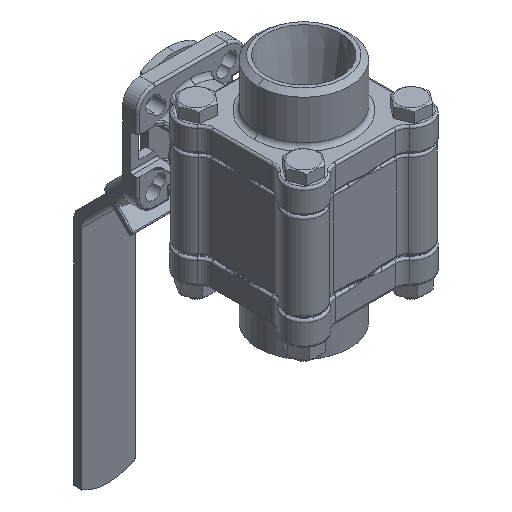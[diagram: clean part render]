
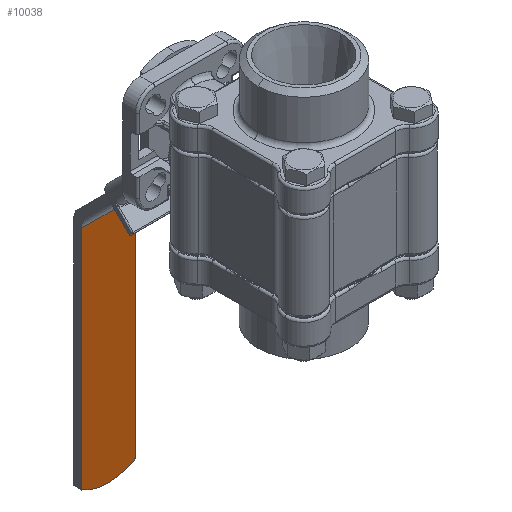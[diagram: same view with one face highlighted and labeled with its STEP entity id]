
A CAD part, isometric view. The second image highlights one B-rep face of the part: STEP entity #10038.
In plain terms, the highlighted planar face has unit normal (0, -1, 0).
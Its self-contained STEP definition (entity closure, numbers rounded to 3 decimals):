
#1251 = CARTESIAN_POINT ( 'NONE',  ( 54.214, 29.1, 12.5 ) ) ;
#1305 = CARTESIAN_POINT ( 'NONE',  ( 159.651, 29.1, 12.5 ) ) ;
#1359 = DIRECTION ( 'NONE',  ( 1., 0., 0. ) ) ;
#1360 = VECTOR ( 'NONE', #1359, 1000. ) ;
#1361 = CARTESIAN_POINT ( 'NONE',  ( 163., 29.1, 12.5 ) ) ;
#1362 = LINE ( 'NONE', #1361, #1360 ) ;
#1439 = CARTESIAN_POINT ( 'NONE',  ( 159.651, 29.1, -12.5 ) ) ;
#1473 = DIRECTION ( 'NONE',  ( 1., 0., 0. ) ) ;
#1474 = VECTOR ( 'NONE', #1473, 1000. ) ;
#1475 = CARTESIAN_POINT ( 'NONE',  ( 163., 29.1, -12.5 ) ) ;
#1476 = LINE ( 'NONE', #1475, #1474 ) ;
#1477 = CARTESIAN_POINT ( 'NONE',  ( 54.214, 29.1, -12.5 ) ) ;
#1597 = DIRECTION ( 'NONE',  ( -1., 0., 0. ) ) ;
#1598 = DIRECTION ( 'NONE',  ( 0., 1., 0. ) ) ;
#1599 = CARTESIAN_POINT ( 'NONE',  ( 163., 29.1, 12.5 ) ) ;
#1600 = AXIS2_PLACEMENT_3D ( 'NONE', #1599, #1598, #1597 ) ;
#1601 = PLANE ( 'NONE',  #1600 ) ;
#1603 = FACE_OUTER_BOUND ( 'NONE', #10332, .T. ) ;
#1604 = DIRECTION ( 'NONE',  ( 0., 0., -1. ) ) ;
#1605 = VECTOR ( 'NONE', #1604, 1000. ) ;
#1606 = CARTESIAN_POINT ( 'NONE',  ( 54.214, 29.1, 12.5 ) ) ;
#1610 = LINE ( 'NONE', #1606, #1605 ) ;
#1643 = DIRECTION ( 'NONE',  ( -1., 0., 0. ) ) ;
#1644 = DIRECTION ( 'NONE',  ( 0., -1., 0. ) ) ;
#1645 = CARTESIAN_POINT ( 'NONE',  ( 138., 29.1, 0. ) ) ;
#1646 = AXIS2_PLACEMENT_3D ( 'NONE', #1645, #1644, #1643 ) ;
#1647 = CIRCLE ( 'NONE', #1646, 25. ) ;
#9805 = VERTEX_POINT ( 'NONE', #1251 ) ;
#9875 = VERTEX_POINT ( 'NONE', #1305 ) ;
#9878 = EDGE_CURVE ( 'NONE', #9805, #9875, #1362, .T. ) ;
#9932 = VERTEX_POINT ( 'NONE', #1439 ) ;
#9950 = VERTEX_POINT ( 'NONE', #1477 ) ;
#9951 = EDGE_CURVE ( 'NONE', #9950, #9932, #1476, .T. ) ;
#10036 = EDGE_CURVE ( 'NONE', #9805, #9950, #1610, .T. ) ;
#10038 = ADVANCED_FACE ( 'NONE', ( #1603 ), #1601, .F. ) ;
#10058 = ORIENTED_EDGE ( 'NONE', *, *, #9878, .F. ) ;
#10062 = ORIENTED_EDGE ( 'NONE', *, *, #9951, .T. ) ;
#10063 = ORIENTED_EDGE ( 'NONE', *, *, #10064, .T. ) ;
#10064 = EDGE_CURVE ( 'NONE', #9932, #9875, #1647, .T. ) ;
#10065 = ORIENTED_EDGE ( 'NONE', *, *, #10036, .T. ) ;
#10332 = EDGE_LOOP ( 'NONE', ( #10062, #10063, #10058, #10065 ) ) ;
